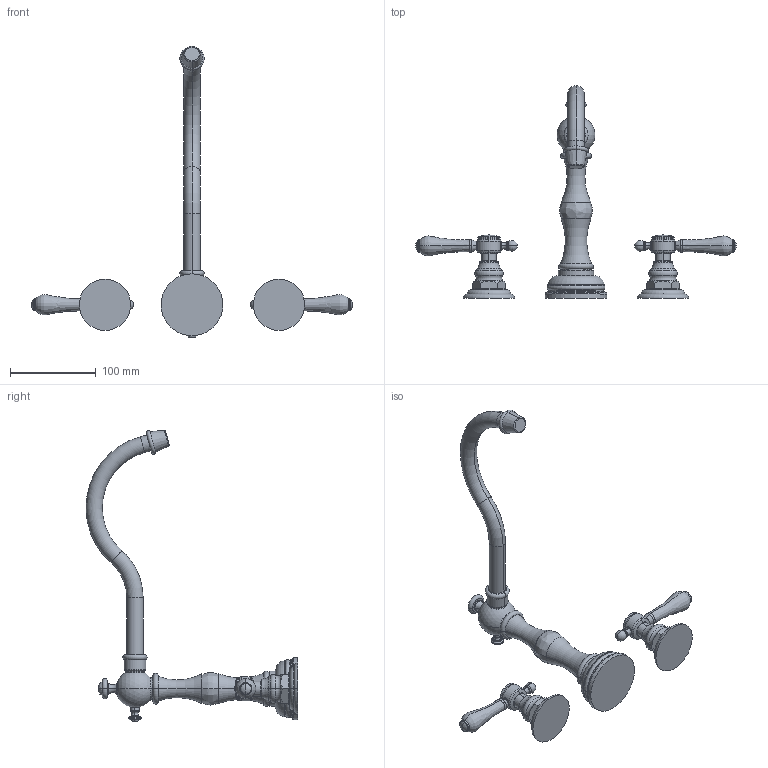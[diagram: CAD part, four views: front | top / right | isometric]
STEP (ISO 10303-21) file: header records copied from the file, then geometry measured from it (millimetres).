
FILE_DESCRIPTION((''),'2;1');
FILE_NAME('3-1036','2021-03-09T11:39:19',('jinson.thomas'),(''),'CREO PARAMETRIC BY PTC INC, 2018400','CREO PARAMETRIC BY PTC INC, 2018400','');
FILE_SCHEMA(('CONFIG_CONTROL_DESIGN'));
Length unit declared in the file: inch
Products named in the file (1): 3-1036
Bounding box: 374.52 x 247.51 x 340.23 mm (x, y, z)
Volume: 501365 mm3; surface area: 90505.3 mm2
Topology: 3 solids, 3 shells, 445 faces, 1027 edges, 610 vertices
Faces by surface type: plane 143, cylinder 118, torus 90, cone 42, sphere 26, bspline 14, extrusion 8, revolution 4
Entity records: 14943 total; most frequent: CARTESIAN_POINT 4725, DIRECTION 2335, ORIENTED_EDGE 2030, AXIS2_PLACEMENT_3D 1020, EDGE_CURVE 1015, VERTEX_POINT 610, CIRCLE 601, EDGE_LOOP 479
